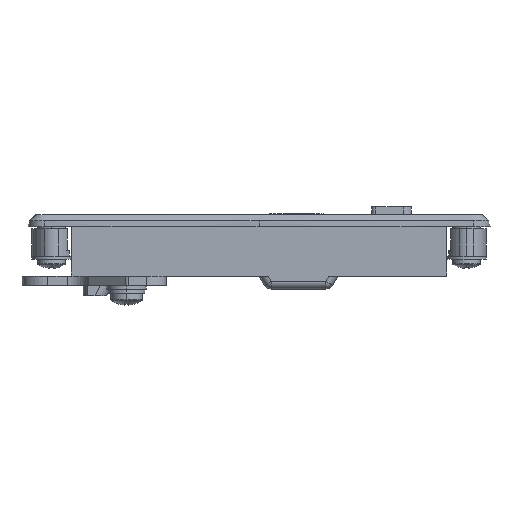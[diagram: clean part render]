
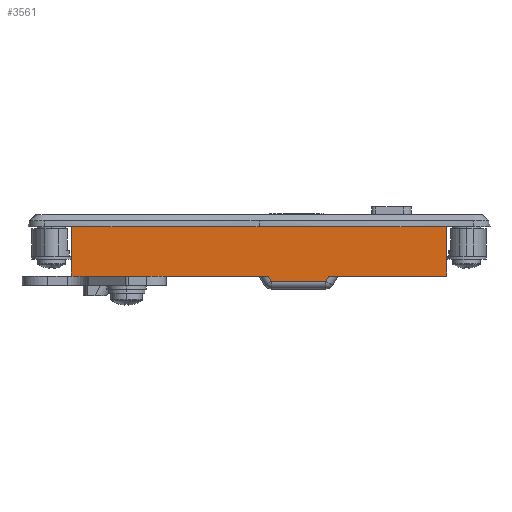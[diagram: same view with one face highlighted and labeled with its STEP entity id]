
A CAD part, left-side view. The second image highlights one B-rep face of the part: STEP entity #3561.
In plain terms, the highlighted planar face has unit normal (-1, 0, 0).
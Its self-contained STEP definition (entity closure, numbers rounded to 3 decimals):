
#87 = CARTESIAN_POINT ( 'NONE',  ( -11.5, -47.5, -12.5 ) ) ;
#88 = CARTESIAN_POINT ( 'NONE',  ( -11.5, -17.661, -12.5 ) ) ;
#342 = VERTEX_POINT ( 'NONE', #87 ) ;
#343 = VERTEX_POINT ( 'NONE', #88 ) ;
#360 = VERTEX_POINT ( 'NONE', #4019 ) ;
#361 = VERTEX_POINT ( 'NONE', #4020 ) ;
#394 = VERTEX_POINT ( 'NONE', #4053 ) ;
#395 = VERTEX_POINT ( 'NONE', #4054 ) ;
#397 = VERTEX_POINT ( 'NONE', #4056 ) ;
#398 = VERTEX_POINT ( 'NONE', #4057 ) ;
#419 = VERTEX_POINT ( 'NONE', #4078 ) ;
#420 = VERTEX_POINT ( 'NONE', #4079 ) ;
#579 = ORIENTED_EDGE ( 'NONE', *, *, #12194, .T. ) ;
#581 = ORIENTED_EDGE ( 'NONE', *, *, #3675, .F. ) ;
#582 = ORIENTED_EDGE ( 'NONE', *, *, #12200, .T. ) ;
#583 = ORIENTED_EDGE ( 'NONE', *, *, #12201, .T. ) ;
#584 = ORIENTED_EDGE ( 'NONE', *, *, #3656, .F. ) ;
#585 = ORIENTED_EDGE ( 'NONE', *, *, #3617, .T. ) ;
#586 = ORIENTED_EDGE ( 'NONE', *, *, #12191, .T. ) ;
#587 = ORIENTED_EDGE ( 'NONE', *, *, #12196, .T. ) ;
#588 = ORIENTED_EDGE ( 'NONE', *, *, #3614, .T. ) ;
#589 = ORIENTED_EDGE ( 'NONE', *, *, #12198, .F. ) ;
#3464 = EDGE_LOOP ( 'NONE', ( #581, #582, #579, #583, #584, #586, #585, #587, #588, #589 ) ) ;
#3561 = ADVANCED_FACE ( 'NONE', ( #9719 ), #11195, .F. ) ;
#3614 = EDGE_CURVE ( 'NONE', #395, #394, #11546, .T. ) ;
#3617 = EDGE_CURVE ( 'NONE', #398, #397, #11548, .T. ) ;
#3656 = EDGE_CURVE ( 'NONE', #342, #343, #11573, .T. ) ;
#3675 = EDGE_CURVE ( 'NONE', #360, #361, #11588, .T. ) ;
#4019 = CARTESIAN_POINT ( 'NONE',  ( -11.5, -2.339, -12.5 ) ) ;
#4020 = CARTESIAN_POINT ( 'NONE',  ( -11.5, 47.5, -12.5 ) ) ;
#4053 = CARTESIAN_POINT ( 'NONE',  ( -11.5, 47.5, 0. ) ) ;
#4054 = CARTESIAN_POINT ( 'NONE',  ( -11.5, 43.572, 0. ) ) ;
#4056 = CARTESIAN_POINT ( 'NONE',  ( -11.5, 43., 0. ) ) ;
#4057 = CARTESIAN_POINT ( 'NONE',  ( -11.5, -47.5, 0. ) ) ;
#4078 = CARTESIAN_POINT ( 'NONE',  ( -11.5, -3.127, -13.8 ) ) ;
#4079 = CARTESIAN_POINT ( 'NONE',  ( -11.5, -16.873, -13.8 ) ) ;
#9719 = FACE_OUTER_BOUND ( 'NONE', #3464, .T. ) ;
#10948 = AXIS2_PLACEMENT_3D ( 'NONE', #11196, #11197, #11198 ) ;
#11195 = PLANE ( 'NONE',  #10948 ) ;
#11196 = CARTESIAN_POINT ( 'NONE',  ( -11.5, 47.5, -12.5 ) ) ;
#11197 = DIRECTION ( 'NONE',  ( 1., 0., 0. ) ) ;
#11198 = DIRECTION ( 'NONE',  ( 0., 1., 0. ) ) ;
#11361 = CARTESIAN_POINT ( 'NONE',  ( -11.5, 47.5, 0. ) ) ;
#11362 = DIRECTION ( 'NONE',  ( 0., 1., 0. ) ) ;
#11368 = CARTESIAN_POINT ( 'NONE',  ( -11.5, 47.5, 0. ) ) ;
#11369 = DIRECTION ( 'NONE',  ( 0., 1., 0. ) ) ;
#11477 = CARTESIAN_POINT ( 'NONE',  ( -11.5, 47.5, -12.5 ) ) ;
#11478 = DIRECTION ( 'NONE',  ( 0., 1., 0. ) ) ;
#11523 = CARTESIAN_POINT ( 'NONE',  ( -11.5, 47.5, -12.5 ) ) ;
#11524 = DIRECTION ( 'NONE',  ( 0., 1., 0. ) ) ;
#11546 = LINE ( 'NONE', #11361, #11688 ) ;
#11548 = LINE ( 'NONE', #11368, #11692 ) ;
#11573 = LINE ( 'NONE', #11477, #11739 ) ;
#11588 = LINE ( 'NONE', #11523, #11759 ) ;
#11624 = LINE ( 'NONE', #11923, #12091 ) ;
#11626 = LINE ( 'NONE', #11945, #12093 ) ;
#11628 = LINE ( 'NONE', #11949, #12095 ) ;
#11629 = LINE ( 'NONE', #11955, #12096 ) ;
#11631 = LINE ( 'NONE', #11959, #12098 ) ;
#11632 = LINE ( 'NONE', #11961, #12099 ) ;
#11688 = VECTOR ( 'NONE', #11362, 1000. ) ;
#11692 = VECTOR ( 'NONE', #11369, 1000. ) ;
#11739 = VECTOR ( 'NONE', #11478, 1000. ) ;
#11759 = VECTOR ( 'NONE', #11524, 1000. ) ;
#11923 = CARTESIAN_POINT ( 'NONE',  ( -11.5, -47.5, -12.5 ) ) ;
#11924 = DIRECTION ( 'NONE',  ( 0., 0., 1. ) ) ;
#11945 = CARTESIAN_POINT ( 'NONE',  ( -11.5, -18., -13.8 ) ) ;
#11946 = DIRECTION ( 'NONE',  ( 0., -1., 0. ) ) ;
#11949 = CARTESIAN_POINT ( 'NONE',  ( -11.5, 47.5, 0. ) ) ;
#11950 = DIRECTION ( 'NONE',  ( 0., 1., 0. ) ) ;
#11955 = CARTESIAN_POINT ( 'NONE',  ( -11.5, 47.5, -12.5 ) ) ;
#11956 = DIRECTION ( 'NONE',  ( 0., 0., 1. ) ) ;
#11959 = CARTESIAN_POINT ( 'NONE',  ( -11.5, 11.05, 9.591 ) ) ;
#11960 = DIRECTION ( 'NONE',  ( 0., -0.518, -0.855 ) ) ;
#11961 = CARTESIAN_POINT ( 'NONE',  ( -11.5, -0.157, -41.383 ) ) ;
#11962 = DIRECTION ( 'NONE',  ( 0., -0.518, 0.855 ) ) ;
#12091 = VECTOR ( 'NONE', #11924, 1000. ) ;
#12093 = VECTOR ( 'NONE', #11946, 1000. ) ;
#12095 = VECTOR ( 'NONE', #11950, 1000. ) ;
#12096 = VECTOR ( 'NONE', #11956, 1000. ) ;
#12098 = VECTOR ( 'NONE', #11960, 1000. ) ;
#12099 = VECTOR ( 'NONE', #11962, 1000. ) ;
#12191 = EDGE_CURVE ( 'NONE', #342, #398, #11624, .T. ) ;
#12194 = EDGE_CURVE ( 'NONE', #419, #420, #11626, .T. ) ;
#12196 = EDGE_CURVE ( 'NONE', #397, #395, #11628, .T. ) ;
#12198 = EDGE_CURVE ( 'NONE', #361, #394, #11629, .T. ) ;
#12200 = EDGE_CURVE ( 'NONE', #360, #419, #11631, .T. ) ;
#12201 = EDGE_CURVE ( 'NONE', #420, #343, #11632, .T. ) ;
